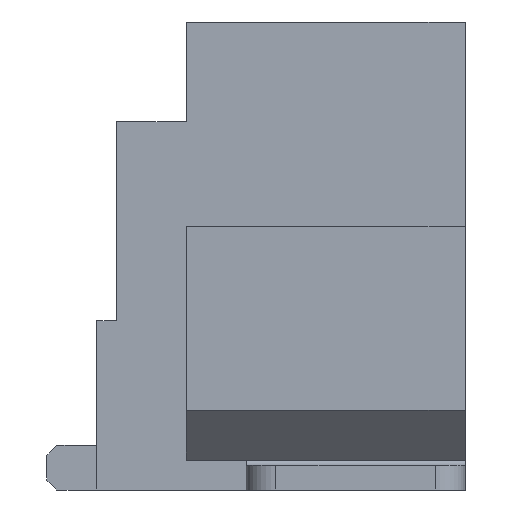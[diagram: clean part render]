
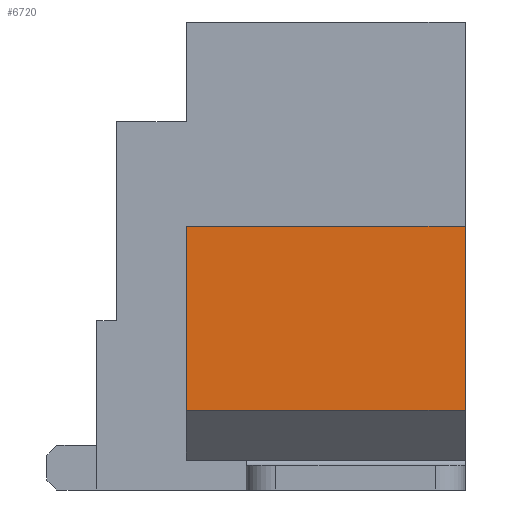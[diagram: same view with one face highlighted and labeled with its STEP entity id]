
A CAD part, left-side view. The second image highlights one B-rep face of the part: STEP entity #6720.
In plain terms, the highlighted planar face has unit normal (-1, 0, 0).
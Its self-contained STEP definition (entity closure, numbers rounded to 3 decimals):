
#44 = PLANE('',#45);
#45 = AXIS2_PLACEMENT_3D('',#46,#47,#48);
#46 = CARTESIAN_POINT('',(-4.,-2.475,0.));
#47 = DIRECTION('',(0.,1.,0.));
#48 = DIRECTION('',(0.,0.,1.));
#454 = VERTEX_POINT('',#455);
#455 = CARTESIAN_POINT('',(-5.75,-2.475,0.8));
#469 = PLANE('',#470);
#470 = AXIS2_PLACEMENT_3D('',#471,#472,#473);
#471 = CARTESIAN_POINT('',(-5.25,-2.475,0.3));
#472 = DIRECTION('',(0.707,0.,0.707));
#473 = DIRECTION('',(-0.707,0.,0.707));
#481 = EDGE_CURVE('',#454,#482,#484,.T.);
#482 = VERTEX_POINT('',#483);
#483 = CARTESIAN_POINT('',(-5.75,-2.475,2.65));
#484 = SURFACE_CURVE('',#485,(#489,#496),.PCURVE_S1.);
#485 = LINE('',#486,#487);
#486 = CARTESIAN_POINT('',(-5.75,-2.475,0.8));
#487 = VECTOR('',#488,1.);
#488 = DIRECTION('',(0.,0.,1.));
#489 = PCURVE('',#44,#490);
#490 = DEFINITIONAL_REPRESENTATION('',(#491),#495);
#491 = LINE('',#492,#493);
#492 = CARTESIAN_POINT('',(0.8,-1.75));
#493 = VECTOR('',#494,1.);
#494 = DIRECTION('',(1.,0.));
#495 = ( GEOMETRIC_REPRESENTATION_CONTEXT(2)
PARAMETRIC_REPRESENTATION_CONTEXT() REPRESENTATION_CONTEXT('2D SPACE',''
) );
#496 = PCURVE('',#497,#502);
#497 = PLANE('',#498);
#498 = AXIS2_PLACEMENT_3D('',#499,#500,#501);
#499 = CARTESIAN_POINT('',(-5.75,-2.475,0.8));
#500 = DIRECTION('',(1.,0.,0.));
#501 = DIRECTION('',(0.,0.,1.));
#502 = DEFINITIONAL_REPRESENTATION('',(#503),#507);
#503 = LINE('',#504,#505);
#504 = CARTESIAN_POINT('',(0.,0.));
#505 = VECTOR('',#506,1.);
#506 = DIRECTION('',(1.,0.));
#507 = ( GEOMETRIC_REPRESENTATION_CONTEXT(2)
PARAMETRIC_REPRESENTATION_CONTEXT() REPRESENTATION_CONTEXT('2D SPACE',''
) );
#525 = PLANE('',#526);
#526 = AXIS2_PLACEMENT_3D('',#527,#528,#529);
#527 = CARTESIAN_POINT('',(-5.75,-2.475,2.65));
#528 = DIRECTION('',(0.,0.,-1.));
#529 = DIRECTION('',(1.,0.,0.));
#2948 = PLANE('',#2949);
#2949 = AXIS2_PLACEMENT_3D('',#2950,#2951,#2952);
#2950 = CARTESIAN_POINT('',(-4.,0.325,0.3));
#2951 = DIRECTION('',(0.,-1.,0.));
#2952 = DIRECTION('',(0.,0.,-1.));
#6675 = EDGE_CURVE('',#482,#6676,#6678,.T.);
#6676 = VERTEX_POINT('',#6677);
#6677 = CARTESIAN_POINT('',(-5.75,0.325,2.65));
#6678 = SURFACE_CURVE('',#6679,(#6683,#6690),.PCURVE_S1.);
#6679 = LINE('',#6680,#6681);
#6680 = CARTESIAN_POINT('',(-5.75,-2.475,2.65));
#6681 = VECTOR('',#6682,1.);
#6682 = DIRECTION('',(0.,1.,0.));
#6683 = PCURVE('',#525,#6684);
#6684 = DEFINITIONAL_REPRESENTATION('',(#6685),#6689);
#6685 = LINE('',#6686,#6687);
#6686 = CARTESIAN_POINT('',(0.,0.));
#6687 = VECTOR('',#6688,1.);
#6688 = DIRECTION('',(0.,-1.));
#6689 = ( GEOMETRIC_REPRESENTATION_CONTEXT(2)
PARAMETRIC_REPRESENTATION_CONTEXT() REPRESENTATION_CONTEXT('2D SPACE',''
) );
#6690 = PCURVE('',#497,#6691);
#6691 = DEFINITIONAL_REPRESENTATION('',(#6692),#6696);
#6692 = LINE('',#6693,#6694);
#6693 = CARTESIAN_POINT('',(1.85,0.));
#6694 = VECTOR('',#6695,1.);
#6695 = DIRECTION('',(0.,-1.));
#6696 = ( GEOMETRIC_REPRESENTATION_CONTEXT(2)
PARAMETRIC_REPRESENTATION_CONTEXT() REPRESENTATION_CONTEXT('2D SPACE',''
) );
#6720 = ADVANCED_FACE('',(#6721),#497,.F.);
#6721 = FACE_BOUND('',#6722,.F.);
#6722 = EDGE_LOOP('',(#6723,#6746,#6767,#6768));
#6723 = ORIENTED_EDGE('',*,*,#6724,.T.);
#6724 = EDGE_CURVE('',#454,#6725,#6727,.T.);
#6725 = VERTEX_POINT('',#6726);
#6726 = CARTESIAN_POINT('',(-5.75,0.325,0.8));
#6727 = SURFACE_CURVE('',#6728,(#6732,#6739),.PCURVE_S1.);
#6728 = LINE('',#6729,#6730);
#6729 = CARTESIAN_POINT('',(-5.75,-2.475,0.8));
#6730 = VECTOR('',#6731,1.);
#6731 = DIRECTION('',(0.,1.,0.));
#6732 = PCURVE('',#497,#6733);
#6733 = DEFINITIONAL_REPRESENTATION('',(#6734),#6738);
#6734 = LINE('',#6735,#6736);
#6735 = CARTESIAN_POINT('',(0.,0.));
#6736 = VECTOR('',#6737,1.);
#6737 = DIRECTION('',(0.,-1.));
#6738 = ( GEOMETRIC_REPRESENTATION_CONTEXT(2)
PARAMETRIC_REPRESENTATION_CONTEXT() REPRESENTATION_CONTEXT('2D SPACE',''
) );
#6739 = PCURVE('',#469,#6740);
#6740 = DEFINITIONAL_REPRESENTATION('',(#6741),#6745);
#6741 = LINE('',#6742,#6743);
#6742 = CARTESIAN_POINT('',(0.707,0.));
#6743 = VECTOR('',#6744,1.);
#6744 = DIRECTION('',(0.,-1.));
#6745 = ( GEOMETRIC_REPRESENTATION_CONTEXT(2)
PARAMETRIC_REPRESENTATION_CONTEXT() REPRESENTATION_CONTEXT('2D SPACE',''
) );
#6746 = ORIENTED_EDGE('',*,*,#6747,.T.);
#6747 = EDGE_CURVE('',#6725,#6676,#6748,.T.);
#6748 = SURFACE_CURVE('',#6749,(#6753,#6760),.PCURVE_S1.);
#6749 = LINE('',#6750,#6751);
#6750 = CARTESIAN_POINT('',(-5.75,0.325,0.8));
#6751 = VECTOR('',#6752,1.);
#6752 = DIRECTION('',(0.,0.,1.));
#6753 = PCURVE('',#497,#6754);
#6754 = DEFINITIONAL_REPRESENTATION('',(#6755),#6759);
#6755 = LINE('',#6756,#6757);
#6756 = CARTESIAN_POINT('',(0.,-2.8));
#6757 = VECTOR('',#6758,1.);
#6758 = DIRECTION('',(1.,0.));
#6759 = ( GEOMETRIC_REPRESENTATION_CONTEXT(2)
PARAMETRIC_REPRESENTATION_CONTEXT() REPRESENTATION_CONTEXT('2D SPACE',''
) );
#6760 = PCURVE('',#2948,#6761);
#6761 = DEFINITIONAL_REPRESENTATION('',(#6762),#6766);
#6762 = LINE('',#6763,#6764);
#6763 = CARTESIAN_POINT('',(-0.5,-1.75));
#6764 = VECTOR('',#6765,1.);
#6765 = DIRECTION('',(-1.,0.));
#6766 = ( GEOMETRIC_REPRESENTATION_CONTEXT(2)
PARAMETRIC_REPRESENTATION_CONTEXT() REPRESENTATION_CONTEXT('2D SPACE',''
) );
#6767 = ORIENTED_EDGE('',*,*,#6675,.F.);
#6768 = ORIENTED_EDGE('',*,*,#481,.F.);
